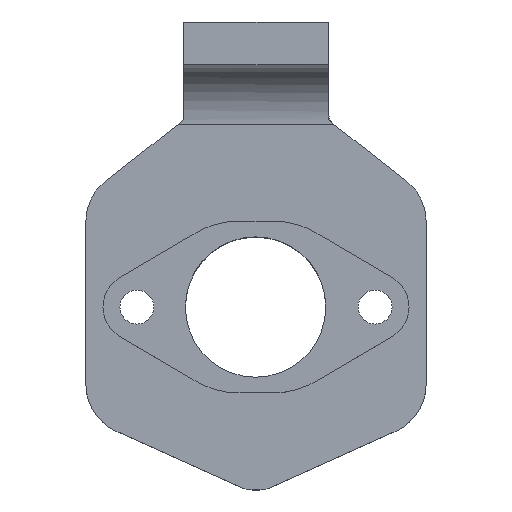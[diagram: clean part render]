
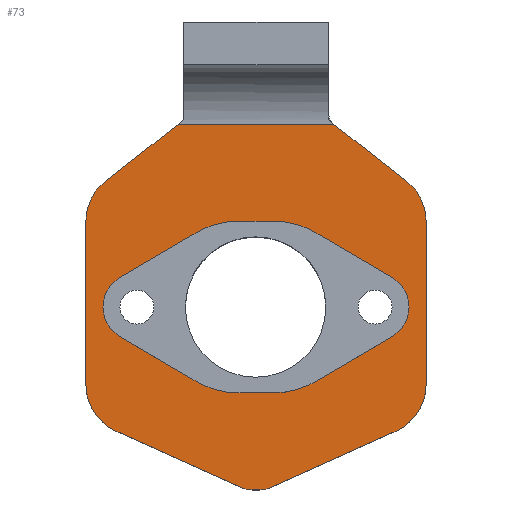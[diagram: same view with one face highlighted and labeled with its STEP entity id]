
A CAD part, top view. The second image highlights one B-rep face of the part: STEP entity #73.
In plain terms, the highlighted planar face has unit normal (0, 0, 1).
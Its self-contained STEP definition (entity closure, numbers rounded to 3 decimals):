
#36=FACE_BOUND('',#204,.F.);
#73=ADVANCED_FACE('',(#36,#138),#619,.T.);
#138=FACE_OUTER_BOUND('',#205,.F.);
#204=EDGE_LOOP('',(#311,#312,#313,#314,#315,#316,#317,#318,#319,#320,#321,
#322));
#205=EDGE_LOOP('',(#323,#324,#325,#326,#327,#328,#329,#330,#331,#332,#333,#334,
#335,#336,#337));
#311=ORIENTED_EDGE('',*,*,#870,.T.);
#312=ORIENTED_EDGE('',*,*,#869,.T.);
#313=ORIENTED_EDGE('',*,*,#868,.T.);
#314=ORIENTED_EDGE('',*,*,#867,.T.);
#315=ORIENTED_EDGE('',*,*,#866,.T.);
#316=ORIENTED_EDGE('',*,*,#865,.T.);
#317=ORIENTED_EDGE('',*,*,#864,.T.);
#318=ORIENTED_EDGE('',*,*,#863,.T.);
#319=ORIENTED_EDGE('',*,*,#862,.T.);
#320=ORIENTED_EDGE('',*,*,#861,.T.);
#321=ORIENTED_EDGE('',*,*,#860,.T.);
#322=ORIENTED_EDGE('',*,*,#859,.T.);
#323=ORIENTED_EDGE('',*,*,#920,.F.);
#324=ORIENTED_EDGE('',*,*,#879,.F.);
#325=ORIENTED_EDGE('',*,*,#897,.T.);
#326=ORIENTED_EDGE('',*,*,#886,.F.);
#327=ORIENTED_EDGE('',*,*,#896,.T.);
#328=ORIENTED_EDGE('',*,*,#888,.F.);
#329=ORIENTED_EDGE('',*,*,#895,.T.);
#330=ORIENTED_EDGE('',*,*,#871,.F.);
#331=ORIENTED_EDGE('',*,*,#919,.T.);
#332=ORIENTED_EDGE('',*,*,#883,.F.);
#333=ORIENTED_EDGE('',*,*,#907,.T.);
#334=ORIENTED_EDGE('',*,*,#890,.F.);
#335=ORIENTED_EDGE('',*,*,#906,.T.);
#336=ORIENTED_EDGE('',*,*,#892,.F.);
#337=ORIENTED_EDGE('',*,*,#905,.T.);
#619=PLANE('',#1288);
#645=LINE('',#1964,#724);
#646=LINE('',#1966,#725);
#647=LINE('',#1968,#726);
#648=LINE('',#1970,#727);
#649=LINE('',#1972,#728);
#650=LINE('',#1974,#729);
#655=LINE('',#2019,#734);
#656=LINE('',#2020,#735);
#657=LINE('',#2021,#736);
#663=LINE('',#2034,#742);
#664=LINE('',#2035,#743);
#665=LINE('',#2036,#744);
#675=LINE('',#2053,#754);
#676=LINE('',#2054,#755);
#724=VECTOR('',#1404,9.839);
#725=VECTOR('',#1407,9.839);
#726=VECTOR('',#1410,4.);
#727=VECTOR('',#1413,9.839);
#728=VECTOR('',#1416,9.839);
#729=VECTOR('',#1419,3.808);
#734=VECTOR('',#1456,16.19);
#735=VECTOR('',#1457,19.197);
#736=VECTOR('',#1458,10.705);
#742=VECTOR('',#1466,10.868);
#743=VECTOR('',#1467,19.197);
#744=VECTOR('',#1468,16.19);
#754=VECTOR('',#1480,0.934);
#755=VECTOR('',#1481,18.278);
#817=B_SPLINE_CURVE_WITH_KNOTS('',3,(#1993,#1994,#1995,#1996,#1997,#1998),
.UNSPECIFIED.,.F.,.F.,(4,1,1,4),(0.,0.389,0.611,1.),
.UNSPECIFIED.);
#859=EDGE_CURVE('',#1145,#1144,#1020,.T.);
#860=EDGE_CURVE('',#1143,#1145,#645,.T.);
#861=EDGE_CURVE('',#1142,#1143,#1021,.T.);
#862=EDGE_CURVE('',#1141,#1142,#646,.T.);
#863=EDGE_CURVE('',#1140,#1141,#1022,.T.);
#864=EDGE_CURVE('',#1139,#1140,#647,.T.);
#865=EDGE_CURVE('',#1138,#1139,#1023,.T.);
#866=EDGE_CURVE('',#1137,#1138,#648,.T.);
#867=EDGE_CURVE('',#1136,#1137,#1024,.T.);
#868=EDGE_CURVE('',#1135,#1136,#649,.T.);
#869=EDGE_CURVE('',#1134,#1135,#1025,.T.);
#870=EDGE_CURVE('',#1144,#1134,#650,.T.);
#871=EDGE_CURVE('',#1133,#1132,#1026,.T.);
#879=EDGE_CURVE('',#1122,#1123,#817,.T.);
#883=EDGE_CURVE('',#1118,#1117,#1032,.T.);
#886=EDGE_CURVE('',#1114,#1113,#1034,.T.);
#888=EDGE_CURVE('',#1111,#1110,#1036,.T.);
#890=EDGE_CURVE('',#1107,#1106,#1038,.T.);
#892=EDGE_CURVE('',#1103,#1102,#1040,.T.);
#895=EDGE_CURVE('',#1111,#1132,#655,.T.);
#896=EDGE_CURVE('',#1114,#1110,#656,.T.);
#897=EDGE_CURVE('',#1122,#1113,#657,.T.);
#905=EDGE_CURVE('',#1103,#1094,#663,.T.);
#906=EDGE_CURVE('',#1107,#1102,#664,.T.);
#907=EDGE_CURVE('',#1118,#1106,#665,.T.);
#919=EDGE_CURVE('',#1133,#1117,#675,.T.);
#920=EDGE_CURVE('',#1123,#1094,#676,.T.);
#1020=CIRCLE('',#1233,10.1);
#1021=CIRCLE('',#1234,4.);
#1022=CIRCLE('',#1235,10.1);
#1023=CIRCLE('',#1236,10.1);
#1024=CIRCLE('',#1237,4.);
#1025=CIRCLE('',#1238,10.1);
#1026=CIRCLE('',#1239,3.);
#1032=CIRCLE('',#1245,3.);
#1034=CIRCLE('',#1247,6.);
#1036=CIRCLE('',#1249,6.);
#1038=CIRCLE('',#1251,6.);
#1040=CIRCLE('',#1253,6.);
#1094=VERTEX_POINT('',#1741);
#1102=VERTEX_POINT('',#1749);
#1103=VERTEX_POINT('',#1750);
#1106=VERTEX_POINT('',#1753);
#1107=VERTEX_POINT('',#1754);
#1110=VERTEX_POINT('',#1757);
#1111=VERTEX_POINT('',#1758);
#1113=VERTEX_POINT('',#1760);
#1114=VERTEX_POINT('',#1761);
#1117=VERTEX_POINT('',#1764);
#1118=VERTEX_POINT('',#1765);
#1122=VERTEX_POINT('',#1769);
#1123=VERTEX_POINT('',#1770);
#1132=VERTEX_POINT('',#1779);
#1133=VERTEX_POINT('',#1780);
#1134=VERTEX_POINT('',#1781);
#1135=VERTEX_POINT('',#1782);
#1136=VERTEX_POINT('',#1783);
#1137=VERTEX_POINT('',#1784);
#1138=VERTEX_POINT('',#1785);
#1139=VERTEX_POINT('',#1786);
#1140=VERTEX_POINT('',#1787);
#1141=VERTEX_POINT('',#1788);
#1142=VERTEX_POINT('',#1789);
#1143=VERTEX_POINT('',#1790);
#1144=VERTEX_POINT('',#1791);
#1145=VERTEX_POINT('',#1792);
#1233=AXIS2_PLACEMENT_3D('',#1963,#1402,#1403);
#1234=AXIS2_PLACEMENT_3D('',#1965,#1405,#1406);
#1235=AXIS2_PLACEMENT_3D('',#1967,#1408,#1409);
#1236=AXIS2_PLACEMENT_3D('',#1969,#1411,#1412);
#1237=AXIS2_PLACEMENT_3D('',#1971,#1414,#1415);
#1238=AXIS2_PLACEMENT_3D('',#1973,#1417,#1418);
#1239=AXIS2_PLACEMENT_3D('',#1975,#1420,#1421);
#1245=AXIS2_PLACEMENT_3D('',#2007,#1434,#1435);
#1247=AXIS2_PLACEMENT_3D('',#2010,#1439,#1440);
#1249=AXIS2_PLACEMENT_3D('',#2012,#1443,#1444);
#1251=AXIS2_PLACEMENT_3D('',#2014,#1447,#1448);
#1253=AXIS2_PLACEMENT_3D('',#2016,#1451,#1452);
#1288=AXIS2_PLACEMENT_3D('',#2145,#1591,#1592);
#1402=DIRECTION('',(0.,0.,1.));
#1403=DIRECTION('',(-0.55,-0.835,0.));
#1404=DIRECTION('',(0.862,-0.507,0.));
#1405=DIRECTION('',(0.,0.,1.));
#1406=DIRECTION('',(-0.507,0.862,0.));
#1407=DIRECTION('',(-0.862,-0.507,0.));
#1408=DIRECTION('',(0.,0.,1.));
#1409=DIRECTION('',(0.,1.,0.));
#1410=DIRECTION('',(-1.,0.,0.));
#1411=DIRECTION('',(0.,0.,1.));
#1412=DIRECTION('',(0.55,0.835,0.));
#1413=DIRECTION('',(-0.862,0.507,0.));
#1414=DIRECTION('',(0.,0.,1.));
#1415=DIRECTION('',(0.507,-0.862,0.));
#1416=DIRECTION('',(0.862,0.507,0.));
#1417=DIRECTION('',(0.,0.,1.));
#1418=DIRECTION('',(-0.019,-1.,0.));
#1419=DIRECTION('',(1.,0.,0.));
#1420=DIRECTION('',(0.,0.,1.));
#1421=DIRECTION('',(0.,-1.,0.));
#1434=DIRECTION('',(0.,0.,1.));
#1435=DIRECTION('',(-0.41,-0.912,0.));
#1439=DIRECTION('',(0.,0.,1.));
#1440=DIRECTION('',(1.,0.,0.));
#1443=DIRECTION('',(0.,0.,1.));
#1444=DIRECTION('',(0.41,-0.912,0.));
#1447=DIRECTION('',(0.,0.,1.));
#1448=DIRECTION('',(-1.,0.,0.));
#1451=DIRECTION('',(0.,0.,1.));
#1452=DIRECTION('',(-0.616,0.788,0.));
#1456=DIRECTION('',(-0.912,-0.41,0.));
#1457=DIRECTION('',(0.,-1.,0.));
#1458=DIRECTION('',(0.788,-0.616,0.));
#1466=DIRECTION('',(0.788,0.616,0.));
#1467=DIRECTION('',(0.,1.,0.));
#1468=DIRECTION('',(-0.912,0.41,0.));
#1480=DIRECTION('',(-1.,0.,0.));
#1481=DIRECTION('',(-1.,0.,0.));
#1591=DIRECTION('',(0.,0.,1.));
#1592=DIRECTION('',(0.,-1.,0.));
#1741=CARTESIAN_POINT('',(50.511,-52.25,43.868));
#1749=CARTESIAN_POINT('',(39.65,-63.673,43.868));
#1750=CARTESIAN_POINT('',(41.952,-58.948,43.868));
#1753=CARTESIAN_POINT('',(43.188,-88.342,43.868));
#1754=CARTESIAN_POINT('',(39.65,-82.87,43.868));
#1757=CARTESIAN_POINT('',(79.65,-82.87,43.868));
#1758=CARTESIAN_POINT('',(76.112,-88.342,43.868));
#1760=CARTESIAN_POINT('',(77.348,-58.948,43.868));
#1761=CARTESIAN_POINT('',(79.65,-63.673,43.868));
#1764=CARTESIAN_POINT('',(59.183,-95.25,43.868));
#1765=CARTESIAN_POINT('',(57.952,-94.986,43.868));
#1769=CARTESIAN_POINT('',(68.917,-52.351,43.869));
#1770=CARTESIAN_POINT('',(68.789,-52.25,43.868));
#1779=CARTESIAN_POINT('',(61.348,-94.986,43.868));
#1780=CARTESIAN_POINT('',(60.117,-95.25,43.868));
#1781=CARTESIAN_POINT('',(61.458,-83.85,43.868));
#1782=CARTESIAN_POINT('',(67.2,-82.188,43.868));
#1783=CARTESIAN_POINT('',(75.679,-77.197,43.868));
#1784=CARTESIAN_POINT('',(75.679,-70.303,43.868));
#1785=CARTESIAN_POINT('',(67.2,-65.312,43.868));
#1786=CARTESIAN_POINT('',(61.65,-63.65,43.868));
#1787=CARTESIAN_POINT('',(57.65,-63.65,43.868));
#1788=CARTESIAN_POINT('',(52.1,-65.312,43.868));
#1789=CARTESIAN_POINT('',(43.621,-70.303,43.868));
#1790=CARTESIAN_POINT('',(43.621,-77.197,43.868));
#1791=CARTESIAN_POINT('',(57.65,-83.85,43.868));
#1792=CARTESIAN_POINT('',(52.1,-82.188,43.868));
#1963=CARTESIAN_POINT('',(57.65,-73.75,43.868));
#1964=CARTESIAN_POINT('',(43.621,-77.197,43.868));
#1965=CARTESIAN_POINT('',(45.65,-73.75,43.868));
#1966=CARTESIAN_POINT('',(52.1,-65.312,43.868));
#1967=CARTESIAN_POINT('',(57.65,-73.75,43.868));
#1968=CARTESIAN_POINT('',(61.65,-63.65,43.868));
#1969=CARTESIAN_POINT('',(61.65,-73.75,43.868));
#1970=CARTESIAN_POINT('',(75.679,-70.303,43.868));
#1971=CARTESIAN_POINT('',(73.65,-73.75,43.868));
#1972=CARTESIAN_POINT('',(67.2,-82.188,43.868));
#1973=CARTESIAN_POINT('',(61.647,-73.752,43.868));
#1974=CARTESIAN_POINT('',(57.65,-83.85,43.868));
#1975=CARTESIAN_POINT('',(60.117,-92.25,43.868));
#1993=CARTESIAN_POINT('',(68.917,-52.351,43.869));
#1994=CARTESIAN_POINT('',(68.901,-52.338,43.869));
#1995=CARTESIAN_POINT('',(68.875,-52.317,43.869));
#1996=CARTESIAN_POINT('',(68.832,-52.284,43.868));
#1997=CARTESIAN_POINT('',(68.806,-52.263,43.868));
#1998=CARTESIAN_POINT('',(68.789,-52.25,43.868));
#2007=CARTESIAN_POINT('',(59.183,-92.25,43.868));
#2010=CARTESIAN_POINT('',(73.65,-63.673,43.868));
#2012=CARTESIAN_POINT('',(73.65,-82.87,43.868));
#2014=CARTESIAN_POINT('',(45.65,-82.87,43.868));
#2016=CARTESIAN_POINT('',(45.65,-63.673,43.868));
#2019=CARTESIAN_POINT('',(76.112,-88.342,43.868));
#2020=CARTESIAN_POINT('',(79.65,-63.673,43.868));
#2021=CARTESIAN_POINT('',(68.917,-52.351,43.868));
#2034=CARTESIAN_POINT('',(41.952,-58.948,43.868));
#2035=CARTESIAN_POINT('',(39.65,-82.87,43.868));
#2036=CARTESIAN_POINT('',(57.952,-94.986,43.868));
#2053=CARTESIAN_POINT('',(60.117,-95.25,43.868));
#2054=CARTESIAN_POINT('',(68.789,-52.25,43.868));
#2145=CARTESIAN_POINT('',(32.11,-51.71,43.868));
